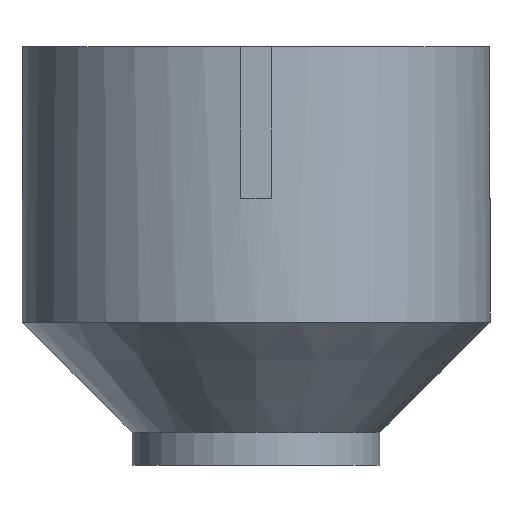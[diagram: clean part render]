
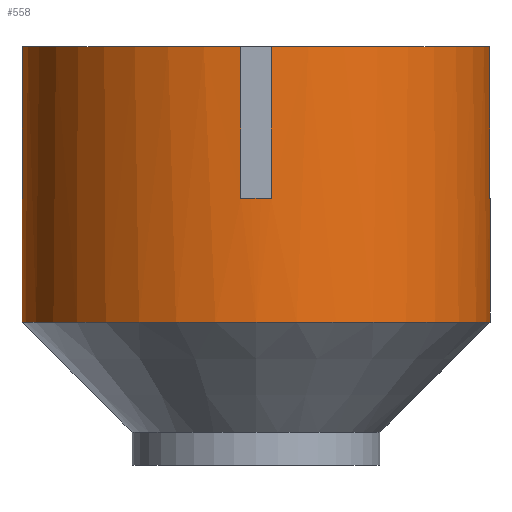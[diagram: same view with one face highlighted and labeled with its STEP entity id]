
A CAD part, front view. The second image highlights one B-rep face of the part: STEP entity #558.
In plain terms, the highlighted cylindrical face has radius 8.5 mm (diameter 17 mm), a full revolution.
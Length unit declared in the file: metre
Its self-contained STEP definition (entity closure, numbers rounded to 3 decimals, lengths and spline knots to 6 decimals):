
#20=LINE('',#824,#78);
#21=LINE('',#826,#79);
#30=LINE('',#847,#88);
#31=LINE('',#849,#89);
#40=LINE('',#870,#98);
#41=LINE('',#872,#99);
#46=LINE('',#890,#104);
#47=LINE('',#894,#105);
#78=VECTOR('',#663,1.);
#79=VECTOR('',#666,1.);
#88=VECTOR('',#683,1.);
#89=VECTOR('',#686,1.);
#98=VECTOR('',#703,1.);
#99=VECTOR('',#706,1.);
#104=VECTOR('',#725,1.);
#105=VECTOR('',#728,1.);
#223=ORIENTED_EDGE('',*,*,#342,.F.);
#224=ORIENTED_EDGE('',*,*,#327,.T.);
#225=ORIENTED_EDGE('',*,*,#324,.F.);
#226=ORIENTED_EDGE('',*,*,#328,.F.);
#227=ORIENTED_EDGE('',*,*,#348,.F.);
#228=ORIENTED_EDGE('',*,*,#338,.T.);
#229=ORIENTED_EDGE('',*,*,#335,.F.);
#230=ORIENTED_EDGE('',*,*,#339,.F.);
#231=ORIENTED_EDGE('',*,*,#347,.F.);
#232=ORIENTED_EDGE('',*,*,#349,.T.);
#233=ORIENTED_EDGE('',*,*,#350,.F.);
#234=ORIENTED_EDGE('',*,*,#351,.F.);
#235=ORIENTED_EDGE('',*,*,#343,.F.);
#236=ORIENTED_EDGE('',*,*,#316,.T.);
#237=ORIENTED_EDGE('',*,*,#313,.F.);
#238=ORIENTED_EDGE('',*,*,#317,.F.);
#239=ORIENTED_EDGE('',*,*,#352,.T.);
#313=EDGE_CURVE('',#387,#388,#436,.F.);
#316=EDGE_CURVE('',#389,#388,#20,.F.);
#317=EDGE_CURVE('',#390,#387,#21,.F.);
#324=EDGE_CURVE('',#395,#396,#437,.F.);
#327=EDGE_CURVE('',#397,#396,#30,.F.);
#328=EDGE_CURVE('',#398,#395,#31,.F.);
#335=EDGE_CURVE('',#403,#404,#438,.F.);
#338=EDGE_CURVE('',#405,#404,#40,.F.);
#339=EDGE_CURVE('',#406,#403,#41,.F.);
#342=EDGE_CURVE('',#397,#390,#440,.T.);
#343=EDGE_CURVE('',#389,#408,#441,.T.);
#347=EDGE_CURVE('',#411,#406,#442,.T.);
#348=EDGE_CURVE('',#405,#398,#443,.T.);
#349=EDGE_CURVE('',#411,#412,#46,.F.);
#350=EDGE_CURVE('',#413,#412,#444,.F.);
#351=EDGE_CURVE('',#408,#413,#47,.F.);
#352=EDGE_CURVE('',#414,#414,#445,.T.);
#387=VERTEX_POINT('',#817);
#388=VERTEX_POINT('',#819);
#389=VERTEX_POINT('',#823);
#390=VERTEX_POINT('',#827);
#395=VERTEX_POINT('',#840);
#396=VERTEX_POINT('',#842);
#397=VERTEX_POINT('',#846);
#398=VERTEX_POINT('',#850);
#403=VERTEX_POINT('',#863);
#404=VERTEX_POINT('',#865);
#405=VERTEX_POINT('',#869);
#406=VERTEX_POINT('',#873);
#408=VERTEX_POINT('',#880);
#411=VERTEX_POINT('',#886);
#412=VERTEX_POINT('',#891);
#413=VERTEX_POINT('',#893);
#414=VERTEX_POINT('',#896);
#436=CIRCLE('',#595,0.0085);
#437=CIRCLE('',#600,0.0085);
#438=CIRCLE('',#605,0.0085);
#440=CIRCLE('',#610,0.0085);
#441=CIRCLE('',#611,0.0085);
#442=CIRCLE('',#612,0.0085);
#443=CIRCLE('',#613,0.0085);
#444=CIRCLE('',#615,0.0085);
#445=CIRCLE('',#616,0.0085);
#467=EDGE_LOOP('',(#223,#224,#225,#226,#227,#228,#229,#230,#231,#232,#233,
#234,#235,#236,#237,#238));
#468=EDGE_LOOP('',(#239));
#511=FACE_BOUND('',#467,.T.);
#512=FACE_BOUND('',#468,.T.);
#540=CYLINDRICAL_SURFACE('',#614,0.0085);
#558=ADVANCED_FACE('',(#511,#512),#540,.T.);
#595=AXIS2_PLACEMENT_3D('',#818,#657,#658);
#600=AXIS2_PLACEMENT_3D('',#841,#677,#678);
#605=AXIS2_PLACEMENT_3D('',#864,#697,#698);
#610=AXIS2_PLACEMENT_3D('',#878,#712,#713);
#611=AXIS2_PLACEMENT_3D('',#879,#714,#715);
#612=AXIS2_PLACEMENT_3D('',#887,#719,#720);
#613=AXIS2_PLACEMENT_3D('',#888,#721,#722);
#614=AXIS2_PLACEMENT_3D('',#889,#723,#724);
#615=AXIS2_PLACEMENT_3D('',#892,#726,#727);
#616=AXIS2_PLACEMENT_3D('',#895,#729,#730);
#657=DIRECTION('',(0.,0.,-1.));
#658=DIRECTION('',(0.,1.,0.));
#663=DIRECTION('',(0.,0.,1.));
#666=DIRECTION('',(0.,0.,1.));
#677=DIRECTION('',(0.,0.,-1.));
#678=DIRECTION('',(1.,0.,0.));
#683=DIRECTION('',(0.,0.,1.));
#686=DIRECTION('',(0.,0.,1.));
#697=DIRECTION('',(0.,0.,-1.));
#698=DIRECTION('',(0.,-1.,0.));
#703=DIRECTION('',(0.,0.,1.));
#706=DIRECTION('',(0.,0.,1.));
#712=DIRECTION('',(0.,0.,1.));
#713=DIRECTION('',(1.,0.,0.));
#714=DIRECTION('',(0.,0.,1.));
#715=DIRECTION('',(1.,0.,0.));
#719=DIRECTION('',(0.,0.,1.));
#720=DIRECTION('',(1.,0.,0.));
#721=DIRECTION('',(0.,0.,1.));
#722=DIRECTION('',(1.,0.,0.));
#723=DIRECTION('',(0.,0.,1.));
#724=DIRECTION('',(1.,0.,0.));
#725=DIRECTION('',(0.,0.,1.));
#726=DIRECTION('',(0.,0.,-1.));
#727=DIRECTION('',(-1.,0.,0.));
#728=DIRECTION('',(0.,0.,1.));
#729=DIRECTION('',(0.,0.,1.));
#730=DIRECTION('',(1.,0.,0.));
#817=CARTESIAN_POINT('',(-0.00055,-0.008482,-0.007));
#818=CARTESIAN_POINT('',(0.,0.,-0.007));
#819=CARTESIAN_POINT('',(0.00055,-0.008482,-0.007));
#823=CARTESIAN_POINT('',(0.00055,-0.008482,-0.0015));
#824=CARTESIAN_POINT('',(0.00055,-0.008482,0.001712));
#826=CARTESIAN_POINT('',(-0.00055,-0.008482,0.001712));
#827=CARTESIAN_POINT('',(-0.00055,-0.008482,-0.0015));
#840=CARTESIAN_POINT('',(-0.008482,0.00055,-0.007));
#841=CARTESIAN_POINT('',(0.,0.,-0.007));
#842=CARTESIAN_POINT('',(-0.008482,-0.00055,-0.007));
#846=CARTESIAN_POINT('',(-0.008482,-0.00055,-0.0015));
#847=CARTESIAN_POINT('',(-0.008482,-0.00055,0.001712));
#849=CARTESIAN_POINT('',(-0.008482,0.00055,0.001712));
#850=CARTESIAN_POINT('',(-0.008482,0.00055,-0.0015));
#863=CARTESIAN_POINT('',(0.00055,0.008482,-0.007));
#864=CARTESIAN_POINT('',(0.,0.,-0.007));
#865=CARTESIAN_POINT('',(-0.00055,0.008482,-0.007));
#869=CARTESIAN_POINT('',(-0.00055,0.008482,-0.0015));
#870=CARTESIAN_POINT('',(-0.00055,0.008482,0.001712));
#872=CARTESIAN_POINT('',(0.00055,0.008482,0.001712));
#873=CARTESIAN_POINT('',(0.00055,0.008482,-0.0015));
#878=CARTESIAN_POINT('',(0.,0.,-0.0015));
#879=CARTESIAN_POINT('',(0.,0.,-0.0015));
#880=CARTESIAN_POINT('',(0.008482,-0.00055,-0.0015));
#886=CARTESIAN_POINT('',(0.008482,0.00055,-0.0015));
#887=CARTESIAN_POINT('',(0.,0.,-0.0015));
#888=CARTESIAN_POINT('',(0.,0.,-0.0015));
#889=CARTESIAN_POINT('',(0.,0.,0.001712));
#890=CARTESIAN_POINT('',(0.008482,0.00055,0.001712));
#891=CARTESIAN_POINT('',(0.008482,0.00055,-0.007));
#892=CARTESIAN_POINT('',(0.,0.,-0.007));
#893=CARTESIAN_POINT('',(0.008482,-0.00055,-0.007));
#894=CARTESIAN_POINT('',(0.008482,-0.00055,0.001712));
#895=CARTESIAN_POINT('',(0.,0.,-0.0115));
#896=CARTESIAN_POINT('',(0.0085,0.,-0.0115));
